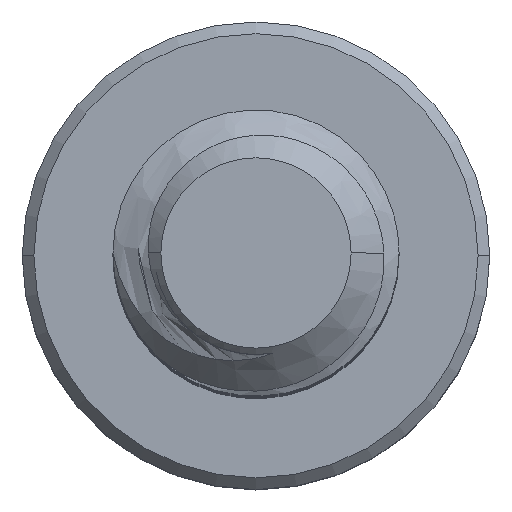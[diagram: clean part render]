
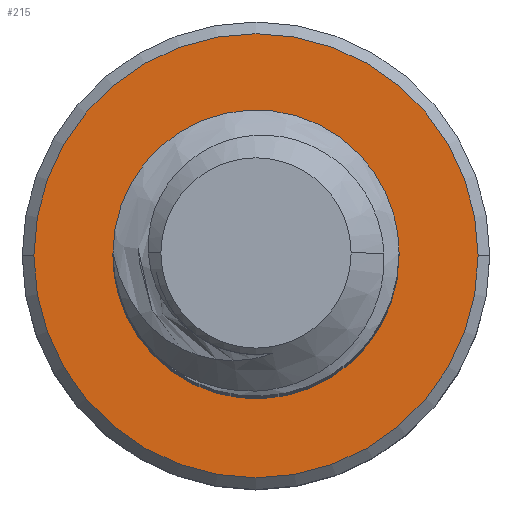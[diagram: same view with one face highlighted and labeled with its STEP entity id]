
A CAD part, top view. The second image highlights one B-rep face of the part: STEP entity #215.
In plain terms, the highlighted planar face has unit normal (0, 0, 1).
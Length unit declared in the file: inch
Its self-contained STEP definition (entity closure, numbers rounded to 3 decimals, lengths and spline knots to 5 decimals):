
#160 = CIRCLE ( 'NONE', #6061, 0.08693 ) ;
#215 = ADVANCED_FACE ( 'NONE', ( #6368, #6367 ), #3278, .F. ) ;
#888 = DIRECTION ( 'NONE',  ( 1., 0., 0. ) ) ;
#889 = DIRECTION ( 'NONE',  ( 0., 0., -1. ) ) ;
#890 = CARTESIAN_POINT ( 'NONE',  ( 0., 0., -0.625 ) ) ;
#1035 = CARTESIAN_POINT ( 'NONE',  ( 0.02786, -0.02837, -0.625 ) ) ;
#1036 = CARTESIAN_POINT ( 'NONE',  ( 0.03183, -0.02564, -0.625 ) ) ;
#1037 = CARTESIAN_POINT ( 'NONE',  ( 0.03516, -0.0222, -0.625 ) ) ;
#1038 = CARTESIAN_POINT ( 'NONE',  ( 0.0406, -0.01429, -0.625 ) ) ;
#1039 = CARTESIAN_POINT ( 'NONE',  ( 0.04263, -0.01, -0.625 ) ) ;
#1040 = CARTESIAN_POINT ( 'NONE',  ( 0.04531, -0.00075, -0.625 ) ) ;
#1041 = CARTESIAN_POINT ( 'NONE',  ( 0.04588, 0.00396, -0.625 ) ) ;
#1042 = CARTESIAN_POINT ( 'NONE',  ( 0.04552, 0.01355, -0.625 ) ) ;
#1043 = CARTESIAN_POINT ( 'NONE',  ( 0.04458, 0.01823, -0.625 ) ) ;
#1044 = CARTESIAN_POINT ( 'NONE',  ( 0.03962, 0.03158, -0.625 ) ) ;
#1045 = CARTESIAN_POINT ( 'NONE',  ( 0.03365, 0.03959, -0.625 ) ) ;
#1046 = CARTESIAN_POINT ( 'NONE',  ( 0.0224, 0.04831, -0.625 ) ) ;
#1047 = CARTESIAN_POINT ( 'NONE',  ( 0.01822, 0.05072, -0.625 ) ) ;
#1048 = CARTESIAN_POINT ( 'NONE',  ( 0.00938, 0.0543, -0.625 ) ) ;
#1049 = CARTESIAN_POINT ( 'NONE',  ( 0.00478, 0.05547, -0.625 ) ) ;
#1078 = CARTESIAN_POINT ( 'NONE',  ( 0., 0.056, -0.625 ) ) ;
#1083 = DIRECTION ( 'NONE',  ( 1., 0., 0. ) ) ;
#1084 = DIRECTION ( 'NONE',  ( 0., 0., 1. ) ) ;
#1085 = CARTESIAN_POINT ( 'NONE',  ( 0., 0., -0.625 ) ) ;
#1662 = CARTESIAN_POINT ( 'NONE',  ( -0.03924, 0.03996, -0.625 ) ) ;
#1663 = CARTESIAN_POINT ( 'NONE',  ( -0.04222, 0.03619, -0.625 ) ) ;
#1664 = CARTESIAN_POINT ( 'NONE',  ( -0.04472, 0.03206, -0.625 ) ) ;
#1665 = CARTESIAN_POINT ( 'NONE',  ( -0.0486, 0.0234, -0.625 ) ) ;
#1666 = CARTESIAN_POINT ( 'NONE',  ( -0.04995, 0.01873, -0.625 ) ) ;
#1667 = CARTESIAN_POINT ( 'NONE',  ( -0.05126, 0.00932, -0.625 ) ) ;
#1668 = CARTESIAN_POINT ( 'NONE',  ( -0.05125, 0.0045, -0.625 ) ) ;
#1669 = CARTESIAN_POINT ( 'NONE',  ( -0.04986, -0.00494, -0.625 ) ) ;
#1670 = CARTESIAN_POINT ( 'NONE',  ( -0.04851, -0.00951, -0.625 ) ) ;
#1671 = CARTESIAN_POINT ( 'NONE',  ( -0.04248, -0.0226, -0.625 ) ) ;
#1672 = CARTESIAN_POINT ( 'NONE',  ( -0.03603, -0.03008, -0.625 ) ) ;
#1673 = CARTESIAN_POINT ( 'NONE',  ( -0.01926, -0.0395, -0.625 ) ) ;
#1674 = CARTESIAN_POINT ( 'NONE',  ( -0.00951, -0.04126, -0.625 ) ) ;
#1677 = CARTESIAN_POINT ( 'NONE',  ( 0., -0.03976, -0.625 ) ) ;
#1980 = CARTESIAN_POINT ( 'NONE',  ( 0.08693, 0., -0.625 ) ) ;
#1992 = CARTESIAN_POINT ( 'NONE',  ( 0., -0.03976, -0.625 ) ) ;
#1997 = CARTESIAN_POINT ( 'NONE',  ( 0.02786, -0.02837, -0.625 ) ) ;
#2026 = DIRECTION ( 'NONE',  ( -1., 0., 0. ) ) ;
#2027 = CARTESIAN_POINT ( 'NONE',  ( 0., 0., -0.625 ) ) ;
#2218 = CARTESIAN_POINT ( 'NONE',  ( -0.03924, 0.03996, -0.625 ) ) ;
#2233 = CARTESIAN_POINT ( 'NONE',  ( 0., 0.056, -0.625 ) ) ;
#2473 = CARTESIAN_POINT ( 'NONE',  ( -0.08693, 0., -0.625 ) ) ;
#2715 = DIRECTION ( 'NONE',  ( 0., 0., 1. ) ) ;
#2870 = VERTEX_POINT ( 'NONE', #2473 ) ;
#2877 = VERTEX_POINT ( 'NONE', #1980 ) ;
#2937 = VERTEX_POINT ( 'NONE', #2218 ) ;
#3038 = VERTEX_POINT ( 'NONE', #1997 ) ;
#3044 = VERTEX_POINT ( 'NONE', #1992 ) ;
#3110 = VERTEX_POINT ( 'NONE', #2233 ) ;
#3278 = PLANE ( 'NONE',  #5496 ) ;
#3285 = CARTESIAN_POINT ( 'NONE',  ( 0., 0., -0.625 ) ) ;
#3296 = DIRECTION ( 'NONE',  ( 0., 0., -1. ) ) ;
#4354 = DIRECTION ( 'NONE',  ( -1., 0., 0. ) ) ;
#4361 = DIRECTION ( 'NONE',  ( 0., 0., 1. ) ) ;
#4388 = CARTESIAN_POINT ( 'NONE',  ( 0., 0., -0.625 ) ) ;
#4766 = DIRECTION ( 'NONE',  ( -1., 0., 0. ) ) ;
#4824 = ORIENTED_EDGE ( 'NONE', *, *, #5847, .T. ) ;
#4895 = ORIENTED_EDGE ( 'NONE', *, *, #5593, .T. ) ;
#4900 = ORIENTED_EDGE ( 'NONE', *, *, #5699, .T. ) ;
#4965 = EDGE_LOOP ( 'NONE', ( #5251, #4824 ) ) ;
#4986 = EDGE_LOOP ( 'NONE', ( #5057, #4900, #5247, #4895 ) ) ;
#5057 = ORIENTED_EDGE ( 'NONE', *, *, #5693, .F. ) ;
#5247 = ORIENTED_EDGE ( 'NONE', *, *, #5725, .T. ) ;
#5251 = ORIENTED_EDGE ( 'NONE', *, *, #5571, .T. ) ;
#5423 = AXIS2_PLACEMENT_3D ( 'NONE', #2027, #2715, #2026 ) ;
#5496 = AXIS2_PLACEMENT_3D ( 'NONE', #3285, #3296, #4766 ) ;
#5571 = EDGE_CURVE ( 'NONE', #2870, #2877, #6210, .T. ) ;
#5593 = EDGE_CURVE ( 'NONE', #3044, #2937, #6041, .T. ) ;
#5693 = EDGE_CURVE ( 'NONE', #3110, #2937, #6125, .T. ) ;
#5699 = EDGE_CURVE ( 'NONE', #3110, #3038, #6034, .T. ) ;
#5725 = EDGE_CURVE ( 'NONE', #3038, #3044, #6098, .T. ) ;
#5847 = EDGE_CURVE ( 'NONE', #2877, #2870, #160, .T. ) ;
#6034 = B_SPLINE_CURVE_WITH_KNOTS ( 'NONE', 3,
 ( #1078, #1049, #1048, #1047, #1046, #1045, #1044, #1043, #1042, #1041, #1040, #1039, #1038, #1037, #1036, #1035 ),
 .UNSPECIFIED., .F., .F.,
 ( 4, 2, 2, 2, 2, 2, 2, 4 ),
 ( 0., 0.00036, 0.00072, 0.00145, 0.00181, 0.00217, 0.00253, 0.00289 ),
 .UNSPECIFIED. ) ;
#6041 = B_SPLINE_CURVE_WITH_KNOTS ( 'NONE', 3,
 ( #1677, #1674, #1673, #1672, #1671, #1670, #1669, #1668, #1667, #1666, #1665, #1664, #1663, #1662 ),
 .UNSPECIFIED., .F., .F.,
 ( 4, 2, 2, 2, 2, 2, 4 ),
 ( 0., 0.00072, 0.00145, 0.00181, 0.00217, 0.00253, 0.00289 ),
 .UNSPECIFIED. ) ;
#6052 = AXIS2_PLACEMENT_3D ( 'NONE', #1085, #1084, #1083 ) ;
#6054 = AXIS2_PLACEMENT_3D ( 'NONE', #890, #889, #888 ) ;
#6061 = AXIS2_PLACEMENT_3D ( 'NONE', #4388, #4361, #4354 ) ;
#6098 = CIRCLE ( 'NONE', #6054, 0.03976 ) ;
#6125 = CIRCLE ( 'NONE', #6052, 0.056 ) ;
#6210 = CIRCLE ( 'NONE', #5423, 0.08693 ) ;
#6367 = FACE_BOUND ( 'NONE', #4986, .T. ) ;
#6368 = FACE_OUTER_BOUND ( 'NONE', #4965, .T. ) ;
